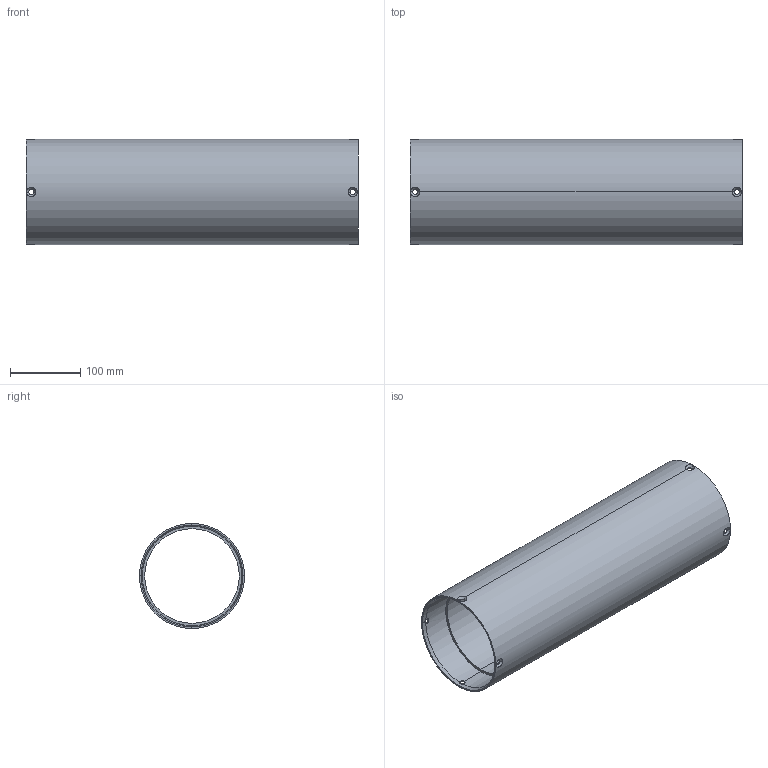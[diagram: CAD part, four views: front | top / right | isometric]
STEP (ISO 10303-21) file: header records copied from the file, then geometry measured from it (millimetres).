
FILE_DESCRIPTION (( 'STEP AP203' ), '1' );
FILE_NAME ('FusePhase2Rear.STEP', '2021-04-26T19:33:27', ( '' ), ( '' ), 'SwSTEP 2.0', 'SolidWorks 2020', '' );
FILE_SCHEMA (( 'CONFIG_CONTROL_DESIGN' ));
Length unit declared in the file: metre
Products named in the file (1): FusePhase2Rear
Bounding box: 473.5 x 150 x 150 mm (x, y, z)
Volume: 1442540 mm3; surface area: 431215.5 mm2
Topology: 1 solids, 1 shells, 48 faces, 136 edges, 80 vertices
Faces by surface type: cylinder 24, cone 20, plane 4
Entity records: 2797 total; most frequent: CARTESIAN_POINT 1521, ORIENTED_EDGE 272, DIRECTION 226, EDGE_CURVE 136, AXIS2_PLACEMENT_3D 89, VERTEX_POINT 80, EDGE_LOOP 56, ADVANCED_FACE 48
